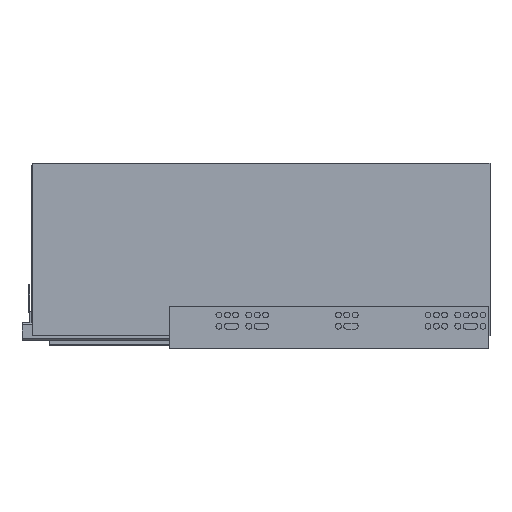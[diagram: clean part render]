
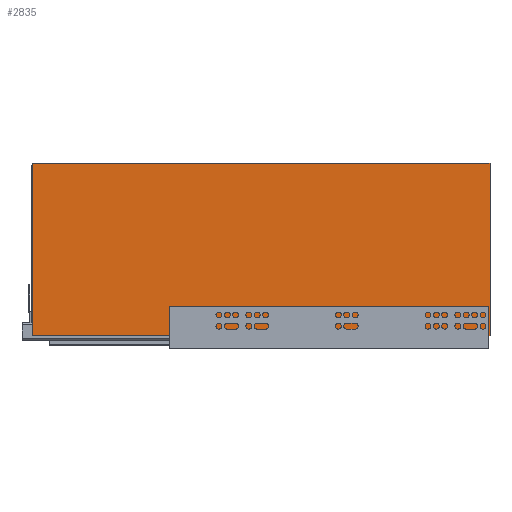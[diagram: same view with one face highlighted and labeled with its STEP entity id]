
A CAD part, top view. The second image highlights one B-rep face of the part: STEP entity #2835.
In plain terms, the highlighted planar face has unit normal (0, 0, 1).
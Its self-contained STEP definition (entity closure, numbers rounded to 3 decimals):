
#260 = CARTESIAN_POINT ( 'NONE',  ( 0., 0., 30.4 ) ) ;
#521 = CARTESIAN_POINT ( 'NONE',  ( -490., 185., 30.4 ) ) ;
#531 = VERTEX_POINT ( 'NONE', #8366 ) ;
#895 = EDGE_CURVE ( 'NONE', #6691, #3226, #5356, .T. ) ;
#1480 = EDGE_CURVE ( 'NONE', #531, #5164, #4544, .T. ) ;
#2022 = CARTESIAN_POINT ( 'NONE',  ( 0., 185., 30.4 ) ) ;
#2230 = DIRECTION ( 'NONE',  ( 0., 1., 0. ) ) ;
#2454 = VECTOR ( 'NONE', #4278, 1000. ) ;
#2559 = VECTOR ( 'NONE', #2230, 1000. ) ;
#2835 = ADVANCED_FACE ( 'NONE', ( #7325 ), #8981, .T. ) ;
#2935 = CARTESIAN_POINT ( 'NONE',  ( -490., 185., 30.4 ) ) ;
#3226 = VERTEX_POINT ( 'NONE', #2022 ) ;
#3288 = CARTESIAN_POINT ( 'NONE',  ( 0., 0., 30.4 ) ) ;
#3347 = VECTOR ( 'NONE', #7665, 1000. ) ;
#3598 = LINE ( 'NONE', #8781, #2454 ) ;
#3605 = DIRECTION ( 'NONE',  ( -1., 0., 0. ) ) ;
#3757 = CARTESIAN_POINT ( 'NONE',  ( -490., 0., 30.4 ) ) ;
#4238 = LINE ( 'NONE', #2935, #4921 ) ;
#4278 = DIRECTION ( 'NONE',  ( 1., 0., 0. ) ) ;
#4544 = LINE ( 'NONE', #7409, #2559 ) ;
#4738 = ORIENTED_EDGE ( 'NONE', *, *, #7924, .F. ) ;
#4921 = VECTOR ( 'NONE', #5845, 1000. ) ;
#5164 = VERTEX_POINT ( 'NONE', #521 ) ;
#5356 = LINE ( 'NONE', #260, #3347 ) ;
#5439 = AXIS2_PLACEMENT_3D ( 'NONE', #3757, #8247, #3605 ) ;
#5633 = EDGE_LOOP ( 'NONE', ( #9377, #4738, #8015, #8101 ) ) ;
#5845 = DIRECTION ( 'NONE',  ( 1., 0., 0. ) ) ;
#6691 = VERTEX_POINT ( 'NONE', #3288 ) ;
#7325 = FACE_OUTER_BOUND ( 'NONE', #5633, .T. ) ;
#7409 = CARTESIAN_POINT ( 'NONE',  ( -490., 0., 30.4 ) ) ;
#7665 = DIRECTION ( 'NONE',  ( 0., 1., 0. ) ) ;
#7924 = EDGE_CURVE ( 'NONE', #5164, #3226, #4238, .T. ) ;
#8015 = ORIENTED_EDGE ( 'NONE', *, *, #1480, .F. ) ;
#8101 = ORIENTED_EDGE ( 'NONE', *, *, #8404, .T. ) ;
#8247 = DIRECTION ( 'NONE',  ( 0., 0., 1. ) ) ;
#8366 = CARTESIAN_POINT ( 'NONE',  ( -490., 0., 30.4 ) ) ;
#8404 = EDGE_CURVE ( 'NONE', #531, #6691, #3598, .T. ) ;
#8781 = CARTESIAN_POINT ( 'NONE',  ( -490., 0., 30.4 ) ) ;
#8981 = PLANE ( 'NONE',  #5439 ) ;
#9377 = ORIENTED_EDGE ( 'NONE', *, *, #895, .T. ) ;
